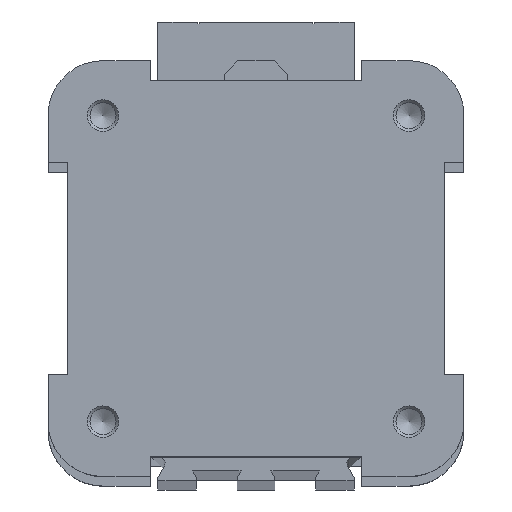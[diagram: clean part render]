
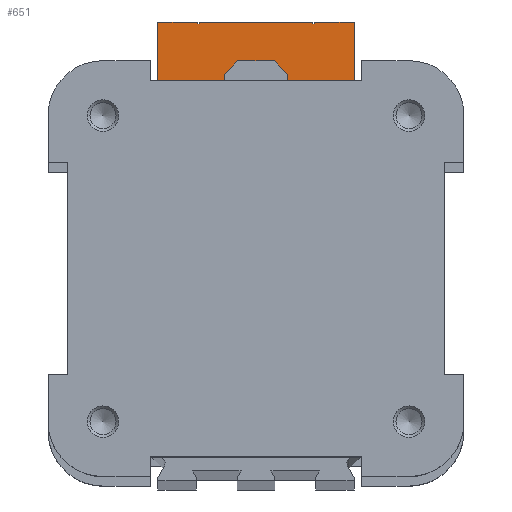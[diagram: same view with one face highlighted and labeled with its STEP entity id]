
A CAD part, top view. The second image highlights one B-rep face of the part: STEP entity #651.
In plain terms, the highlighted planar face has unit normal (0, 0, 1).
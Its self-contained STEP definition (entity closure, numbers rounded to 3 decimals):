
#651 = ADVANCED_FACE( '', ( #1355 ), #1356, .T. );
#1355 = FACE_OUTER_BOUND( '', #2100, .T. );
#1356 = PLANE( '', #2101 );
#2100 = EDGE_LOOP( '', ( #3773, #3774, #3775, #3776, #3777, #3778, #3779, #3780, #3781, #3782, #3783, #3784, #3785, #3786, #3787, #3788 ) );
#2101 = AXIS2_PLACEMENT_3D( '', #3789, #3790, #3791 );
#3773 = ORIENTED_EDGE( '', *, *, #4664, .T. );
#3774 = ORIENTED_EDGE( '', *, *, #5011, .T. );
#3775 = ORIENTED_EDGE( '', *, *, #4977, .T. );
#3776 = ORIENTED_EDGE( '', *, *, #5012, .T. );
#3777 = ORIENTED_EDGE( '', *, *, #4789, .T. );
#3778 = ORIENTED_EDGE( '', *, *, #5013, .T. );
#3779 = ORIENTED_EDGE( '', *, *, #4854, .T. );
#3780 = ORIENTED_EDGE( '', *, *, #5014, .T. );
#3781 = ORIENTED_EDGE( '', *, *, #4415, .T. );
#3782 = ORIENTED_EDGE( '', *, *, #5015, .T. );
#3783 = ORIENTED_EDGE( '', *, *, #4671, .T. );
#3784 = ORIENTED_EDGE( '', *, *, #4832, .T. );
#3785 = ORIENTED_EDGE( '', *, *, #5016, .T. );
#3786 = ORIENTED_EDGE( '', *, *, #4959, .T. );
#3787 = ORIENTED_EDGE( '', *, *, #5017, .T. );
#3788 = ORIENTED_EDGE( '', *, *, #4611, .T. );
#3789 = CARTESIAN_POINT( '', ( 0., 0., 628. ) );
#3790 = DIRECTION( '', ( 0., 0., 1. ) );
#3791 = DIRECTION( '', ( 1., 0., 0. ) );
#4415 = EDGE_CURVE( '', #5283, #5281, #5284, .T. );
#4611 = EDGE_CURVE( '', #5601, #5599, #5602, .T. );
#4664 = EDGE_CURVE( '', #5599, #5680, #5683, .T. );
#4671 = EDGE_CURVE( '', #5692, #5690, #5693, .T. );
#4789 = EDGE_CURVE( '', #5871, #5875, #5877, .T. );
#4832 = EDGE_CURVE( '', #5690, #5938, #5940, .T. );
#4854 = EDGE_CURVE( '', #5967, #5965, #5968, .T. );
#4959 = EDGE_CURVE( '', #6096, #6094, #6097, .T. );
#4977 = EDGE_CURVE( '', #6122, #6120, #6123, .T. );
#5011 = EDGE_CURVE( '', #5680, #6122, #6161, .T. );
#5012 = EDGE_CURVE( '', #6120, #5871, #6162, .T. );
#5013 = EDGE_CURVE( '', #5875, #5967, #6163, .T. );
#5014 = EDGE_CURVE( '', #5965, #5283, #6164, .T. );
#5015 = EDGE_CURVE( '', #5281, #5692, #6165, .T. );
#5016 = EDGE_CURVE( '', #5938, #6096, #6166, .T. );
#5017 = EDGE_CURVE( '', #6094, #5601, #6167, .T. );
#5281 = VERTEX_POINT( '', #6502 );
#5283 = VERTEX_POINT( '', #6505 );
#5284 = LINE( '', #6506, #6507 );
#5599 = VERTEX_POINT( '', #6948 );
#5601 = VERTEX_POINT( '', #6951 );
#5602 = LINE( '', #6952, #6953 );
#5680 = VERTEX_POINT( '', #7061 );
#5683 = LINE( '', #7065, #7066 );
#5690 = VERTEX_POINT( '', #7076 );
#5692 = VERTEX_POINT( '', #7079 );
#5693 = LINE( '', #7080, #7081 );
#5871 = VERTEX_POINT( '', #7332 );
#5875 = VERTEX_POINT( '', #7338 );
#5877 = LINE( '', #7341, #7342 );
#5938 = VERTEX_POINT( '', #7432 );
#5940 = LINE( '', #7435, #7436 );
#5965 = VERTEX_POINT( '', #7471 );
#5967 = VERTEX_POINT( '', #7474 );
#5968 = LINE( '', #7475, #7476 );
#6094 = VERTEX_POINT( '', #7648 );
#6096 = VERTEX_POINT( '', #7651 );
#6097 = LINE( '', #7652, #7653 );
#6120 = VERTEX_POINT( '', #7687 );
#6122 = VERTEX_POINT( '', #7690 );
#6123 = CIRCLE( '', #7691, 31.5 );
#6161 = LINE( '', #7744, #7745 );
#6162 = LINE( '', #7746, #7747 );
#6163 = LINE( '', #7748, #7749 );
#6164 = LINE( '', #7750, #7751 );
#6165 = LINE( '', #7752, #7753 );
#6166 = LINE( '', #7754, #7755 );
#6167 = LINE( '', #7756, #7757 );
#6502 = CARTESIAN_POINT( '', ( 14.5, 62.5, 628. ) );
#6505 = CARTESIAN_POINT( '', ( 15., 62.5, 628. ) );
#6506 = CARTESIAN_POINT( '', ( 15., 62.5, 628. ) );
#6507 = VECTOR( '', #8006, 1000. );
#6948 = CARTESIAN_POINT( '', ( -25., 41., 628. ) );
#6951 = CARTESIAN_POINT( '', ( -25., 63., 628. ) );
#6952 = CARTESIAN_POINT( '', ( -25., 63., 628. ) );
#6953 = VECTOR( '', #8215, 1000. );
#7061 = CARTESIAN_POINT( '', ( -4., 41., 628. ) );
#7065 = CARTESIAN_POINT( '', ( -25., 41., 628. ) );
#7066 = VECTOR( '', #8271, 1000. );
#7076 = CARTESIAN_POINT( '', ( -14.5, 63., 628. ) );
#7079 = CARTESIAN_POINT( '', ( 14.5, 63., 628. ) );
#7080 = CARTESIAN_POINT( '', ( 14.5, 63., 628. ) );
#7081 = VECTOR( '', #8276, 1000. );
#7332 = CARTESIAN_POINT( '', ( 4., 41., 628. ) );
#7338 = CARTESIAN_POINT( '', ( 25., 41., 628. ) );
#7341 = CARTESIAN_POINT( '', ( -25., 41., 628. ) );
#7342 = VECTOR( '', #8404, 1000. );
#7432 = CARTESIAN_POINT( '', ( -14.5, 62.5, 628. ) );
#7435 = CARTESIAN_POINT( '', ( -14.5, 63., 628. ) );
#7436 = VECTOR( '', #8444, 1000. );
#7471 = CARTESIAN_POINT( '', ( 15., 63., 628. ) );
#7474 = CARTESIAN_POINT( '', ( 25., 63., 628. ) );
#7475 = CARTESIAN_POINT( '', ( 25., 63., 628. ) );
#7476 = VECTOR( '', #8462, 1000. );
#7648 = CARTESIAN_POINT( '', ( -15., 63., 628. ) );
#7651 = CARTESIAN_POINT( '', ( -15., 62.5, 628. ) );
#7652 = CARTESIAN_POINT( '', ( -15., 62.5, 628. ) );
#7653 = VECTOR( '', #8552, 1000. );
#7687 = CARTESIAN_POINT( '', ( 4., 31.245, 628. ) );
#7690 = CARTESIAN_POINT( '', ( -4., 31.245, 628. ) );
#7691 = AXIS2_PLACEMENT_3D( '', #8571, #8572, #8573 );
#7744 = CARTESIAN_POINT( '', ( -4., 42., 628. ) );
#7745 = VECTOR( '', #8592, 1000. );
#7746 = CARTESIAN_POINT( '', ( 4., 31.245, 628. ) );
#7747 = VECTOR( '', #8593, 1000. );
#7748 = CARTESIAN_POINT( '', ( 25., 41., 628. ) );
#7749 = VECTOR( '', #8594, 1000. );
#7750 = CARTESIAN_POINT( '', ( 15., 63., 628. ) );
#7751 = VECTOR( '', #8595, 1000. );
#7752 = CARTESIAN_POINT( '', ( 14.5, 62.5, 628. ) );
#7753 = VECTOR( '', #8596, 1000. );
#7754 = CARTESIAN_POINT( '', ( -14.5, 62.5, 628. ) );
#7755 = VECTOR( '', #8597, 1000. );
#7756 = CARTESIAN_POINT( '', ( -15., 63., 628. ) );
#7757 = VECTOR( '', #8598, 1000. );
#8006 = DIRECTION( '', ( -1., 0., 0. ) );
#8215 = DIRECTION( '', ( 0., -1., 0. ) );
#8271 = DIRECTION( '', ( 1., 0., 0. ) );
#8276 = DIRECTION( '', ( -1., 0., 0. ) );
#8404 = DIRECTION( '', ( 1., 0., 0. ) );
#8444 = DIRECTION( '', ( 0., -1., 0. ) );
#8462 = DIRECTION( '', ( -1., 0., 0. ) );
#8552 = DIRECTION( '', ( 0., 1., 0. ) );
#8571 = CARTESIAN_POINT( '', ( 0., 0., 628. ) );
#8572 = DIRECTION( '', ( 0., 0., 1. ) );
#8573 = DIRECTION( '', ( 1., 0., 0. ) );
#8592 = DIRECTION( '', ( 0., -1., 0. ) );
#8593 = DIRECTION( '', ( 0., 1., 0. ) );
#8594 = DIRECTION( '', ( 0., 1., 0. ) );
#8595 = DIRECTION( '', ( 0., -1., 0. ) );
#8596 = DIRECTION( '', ( 0., 1., 0. ) );
#8597 = DIRECTION( '', ( -1., 0., 0. ) );
#8598 = DIRECTION( '', ( -1., 0., 0. ) );
